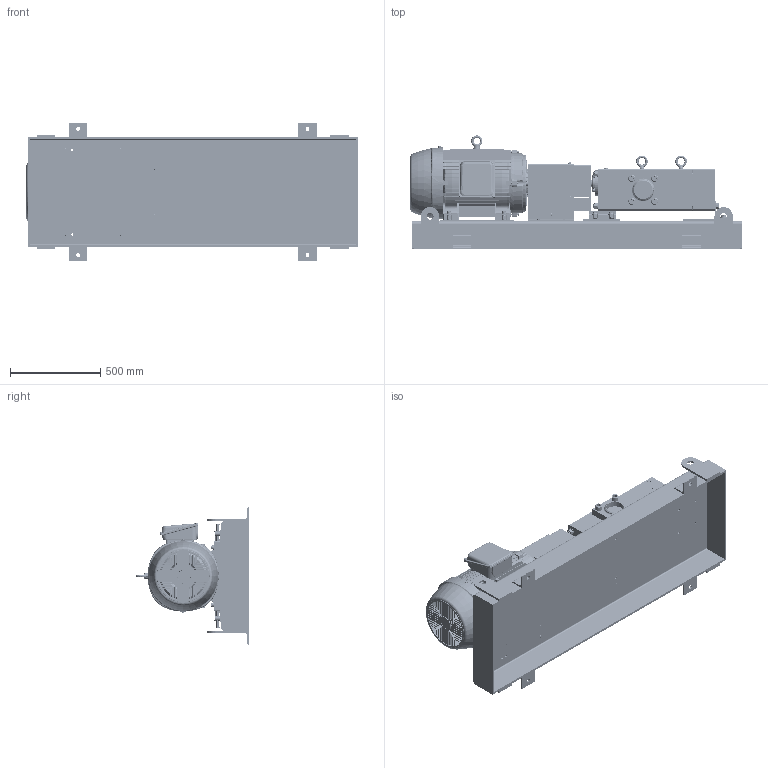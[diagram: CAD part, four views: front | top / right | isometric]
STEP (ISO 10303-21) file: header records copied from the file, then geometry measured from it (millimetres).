
FILE_DESCRIPTION (( 'STEP AP214' ), '1' );
FILE_NAME ('GPV-1460-029-U.STEP', '2019-10-10T16:48:17', ( '' ), ( '' ), 'SwSTEP 2.0', 'SolidWorks 2018', '' );
FILE_SCHEMA (( 'AUTOMOTIVE_DESIGN' ));
Length unit declared in the file: inch
Products named in the file (1): GPV-1460-029-U
Bounding box: 1838.52 x 625.95 x 762 mm (x, y, z)
Volume: 136547960.2 mm3; surface area: 9291576.6 mm2
Topology: 136 solids, 136 shells, 8416 faces, 21283 edges, 13465 vertices
Faces by surface type: plane 3656, cylinder 2196, bspline 1310, cone 1138, torus 106, sphere 10
Entity records: 371946 total; most frequent: CARTESIAN_POINT 148271, ORIENTED_EDGE 42490, DIRECTION 37521, EDGE_CURVE 21245, VERTEX_POINT 13465, AXIS2_PLACEMENT_3D 13358, VECTOR 10805, LINE 10805
